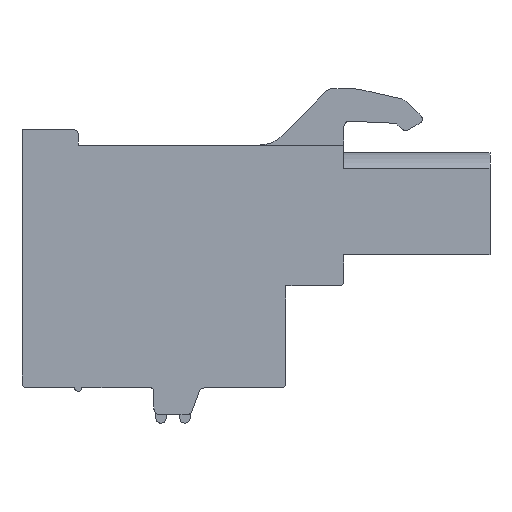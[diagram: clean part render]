
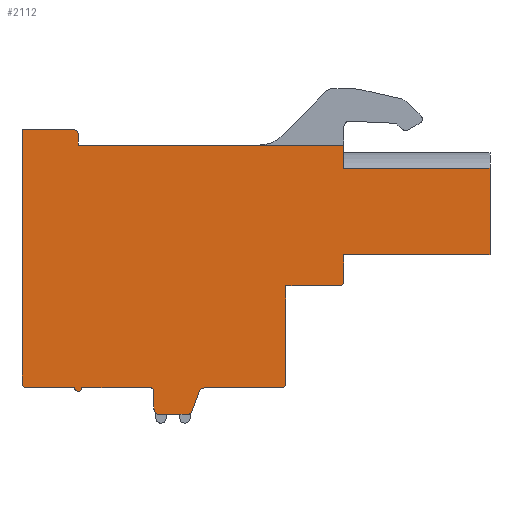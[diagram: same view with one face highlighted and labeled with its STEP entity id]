
A CAD part, left-side view. The second image highlights one B-rep face of the part: STEP entity #2112.
In plain terms, the highlighted planar face has unit normal (-1, 0, 0).
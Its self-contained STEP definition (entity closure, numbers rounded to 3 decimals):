
#1=CARTESIAN_POINT('',(0.,-5.36,-0.74));
#2=DIRECTION('',(-1.,0.,0.));
#3=DIRECTION('',(0.,0.,-1.));
#4=AXIS2_PLACEMENT_3D('',#1,#2,#3);
#6=CARTESIAN_POINT('',(0.,-2.06,-6.54));
#7=DIRECTION('',(1.,0.,0.));
#8=DIRECTION('',(0.,-1.,0.));
#9=AXIS2_PLACEMENT_3D('',#6,#7,#8);
#11=DIRECTION('',(0.,1.,0.));
#12=VECTOR('',#11,4.34);
#13=CARTESIAN_POINT('',(0.,-2.06,-6.84));
#14=LINE('',#13,#12);
#15=CARTESIAN_POINT('',(0.,2.28,-7.14));
#16=DIRECTION('',(-1.,0.,0.));
#17=DIRECTION('',(0.,0.,1.));
#18=AXIS2_PLACEMENT_3D('',#15,#16,#17);
#20=DIRECTION('',(0.,0.345,-0.939));
#21=VECTOR('',#20,1.179);
#22=CARTESIAN_POINT('',(0.,2.562,-7.037));
#23=LINE('',#22,#21);
#24=CARTESIAN_POINT('',(0.,3.25,-8.04));
#25=DIRECTION('',(1.,0.,0.));
#26=DIRECTION('',(0.,-0.939,-0.345));
#27=AXIS2_PLACEMENT_3D('',#24,#25,#26);
#29=DIRECTION('',(0.,1.,0.));
#30=VECTOR('',#29,1.59);
#31=CARTESIAN_POINT('',(0.,3.25,-8.34));
#32=LINE('',#31,#30);
#33=CARTESIAN_POINT('',(0.,4.84,-8.04));
#34=DIRECTION('',(1.,0.,0.));
#35=DIRECTION('',(0.,0.,-1.));
#36=AXIS2_PLACEMENT_3D('',#33,#34,#35);
#38=DIRECTION('',(0.,0.,1.));
#39=VECTOR('',#38,1.);
#40=CARTESIAN_POINT('',(0.,5.14,-8.04));
#41=LINE('',#40,#39);
#42=CARTESIAN_POINT('',(0.,5.34,-7.04));
#43=DIRECTION('',(-1.,0.,0.));
#44=DIRECTION('',(0.,-1.,0.));
#45=AXIS2_PLACEMENT_3D('',#42,#43,#44);
#47=DIRECTION('',(0.,1.,0.));
#48=VECTOR('',#47,3.9);
#49=CARTESIAN_POINT('',(0.,5.34,-6.84));
#50=LINE('',#49,#48);
#51=CARTESIAN_POINT('',(0.,9.44,-6.84));
#52=DIRECTION('',(1.,0.,0.));
#53=DIRECTION('',(0.,-1.,0.));
#54=AXIS2_PLACEMENT_3D('',#51,#52,#53);
#56=DIRECTION('',(0.,1.,0.));
#57=VECTOR('',#56,2.7);
#58=CARTESIAN_POINT('',(0.,9.64,-6.84));
#59=LINE('',#58,#57);
#60=CARTESIAN_POINT('',(0.,12.34,-6.54));
#61=DIRECTION('',(1.,0.,0.));
#62=DIRECTION('',(0.,0.,-1.));
#63=AXIS2_PLACEMENT_3D('',#60,#61,#62);
#65=DIRECTION('',(0.,0.,1.));
#66=VECTOR('',#65,0.5);
#67=CARTESIAN_POINT('',(0.,12.64,-6.54));
#68=LINE('',#67,#66);
#69=DIRECTION('',(0.,0.,1.));
#70=VECTOR('',#69,13.9);
#71=CARTESIAN_POINT('',(0.,12.64,-6.04));
#72=LINE('',#71,#70);
#73=DIRECTION('',(0.,-1.,0.));
#74=VECTOR('',#73,2.9);
#75=CARTESIAN_POINT('',(0.,12.64,7.86));
#76=LINE('',#75,#74);
#77=CARTESIAN_POINT('',(0.,9.74,7.56));
#78=DIRECTION('',(1.,0.,0.));
#79=DIRECTION('',(0.,0.,1.));
#80=AXIS2_PLACEMENT_3D('',#77,#78,#79);
#82=DIRECTION('',(0.,0.,-1.));
#83=VECTOR('',#82,0.6);
#84=CARTESIAN_POINT('',(0.,9.44,7.56));
#85=LINE('',#84,#83);
#86=DIRECTION('',(0.,-1.,0.));
#87=VECTOR('',#86,15.1);
#88=CARTESIAN_POINT('',(0.,9.44,6.96));
#89=LINE('',#88,#87);
#90=DIRECTION('',(0.,1.,0.));
#91=VECTOR('',#90,8.3);
#92=CARTESIAN_POINT('',(0.,-13.96,5.635));
#93=LINE('',#92,#91);
#94=DIRECTION('',(0.,1.,0.));
#95=VECTOR('',#94,8.3);
#96=CARTESIAN_POINT('',(0.,-13.96,0.73));
#97=LINE('',#96,#95);
#98=DIRECTION('',(0.,0.,-1.));
#99=VECTOR('',#98,1.47);
#100=CARTESIAN_POINT('',(0.,-5.66,0.73));
#101=LINE('',#100,#99);
#246=DIRECTION('',(0.,0.,1.));
#247=VECTOR('',#246,4.905);
#248=CARTESIAN_POINT('',(0.,-13.96,0.73));
#249=LINE('',#248,#247);
#345=DIRECTION('',(0.,0.,1.));
#346=VECTOR('',#345,1.325);
#347=CARTESIAN_POINT('',(0.,-5.66,5.635));
#348=LINE('',#347,#346);
#1078=DIRECTION('',(0.,0.,1.));
#1079=VECTOR('',#1078,5.5);
#1080=CARTESIAN_POINT('',(0.,-2.36,-6.54));
#1081=LINE('',#1080,#1079);
#1086=DIRECTION('',(0.,-1.,0.));
#1087=VECTOR('',#1086,3.);
#1088=CARTESIAN_POINT('',(0.,-2.36,-1.04));
#1089=LINE('',#1088,#1087);
#1563=CARTESIAN_POINT('',(0.,12.34,-6.84));
#1564=CARTESIAN_POINT('',(0.,12.64,-6.54));
#1565=VERTEX_POINT('',#1563);
#1566=VERTEX_POINT('',#1564);
#1567=CARTESIAN_POINT('',(0.,12.64,-6.04));
#1568=VERTEX_POINT('',#1567);
#1569=CARTESIAN_POINT('',(0.,12.64,7.86));
#1570=VERTEX_POINT('',#1569);
#1571=CARTESIAN_POINT('',(0.,9.74,7.86));
#1572=VERTEX_POINT('',#1571);
#1573=CARTESIAN_POINT('',(0.,9.44,7.56));
#1574=VERTEX_POINT('',#1573);
#1575=CARTESIAN_POINT('',(0.,9.44,6.96));
#1576=VERTEX_POINT('',#1575);
#1577=CARTESIAN_POINT('',(0.,-5.66,6.96));
#1578=VERTEX_POINT('',#1577);
#1579=CARTESIAN_POINT('',(0.,-13.96,0.73));
#1580=CARTESIAN_POINT('',(0.,-5.66,0.73));
#1581=VERTEX_POINT('',#1579);
#1582=VERTEX_POINT('',#1580);
#1583=CARTESIAN_POINT('',(0.,-2.36,-6.54));
#1584=CARTESIAN_POINT('',(0.,-2.06,-6.84));
#1585=VERTEX_POINT('',#1583);
#1586=VERTEX_POINT('',#1584);
#1587=CARTESIAN_POINT('',(0.,2.28,-6.84));
#1588=VERTEX_POINT('',#1587);
#1589=CARTESIAN_POINT('',(0.,2.562,-7.037));
#1590=VERTEX_POINT('',#1589);
#1591=CARTESIAN_POINT('',(0.,2.968,-8.143));
#1592=VERTEX_POINT('',#1591);
#1593=CARTESIAN_POINT('',(0.,3.25,-8.34));
#1594=VERTEX_POINT('',#1593);
#1595=CARTESIAN_POINT('',(0.,4.84,-8.34));
#1596=VERTEX_POINT('',#1595);
#1597=CARTESIAN_POINT('',(0.,5.14,-8.04));
#1598=VERTEX_POINT('',#1597);
#1599=CARTESIAN_POINT('',(0.,5.14,-7.04));
#1600=VERTEX_POINT('',#1599);
#1601=CARTESIAN_POINT('',(0.,5.34,-6.84));
#1602=VERTEX_POINT('',#1601);
#1603=CARTESIAN_POINT('',(0.,9.24,-6.84));
#1604=VERTEX_POINT('',#1603);
#1605=CARTESIAN_POINT('',(0.,9.64,-6.84));
#1606=VERTEX_POINT('',#1605);
#1707=CARTESIAN_POINT('',(0.,-13.96,5.635));
#1708=CARTESIAN_POINT('',(0.,-5.66,5.635));
#1709=VERTEX_POINT('',#1707);
#1710=VERTEX_POINT('',#1708);
#1971=CARTESIAN_POINT('',(0.,-5.36,-1.04));
#1972=CARTESIAN_POINT('',(0.,-5.66,-0.74));
#1973=VERTEX_POINT('',#1971);
#1974=VERTEX_POINT('',#1972);
#1975=CARTESIAN_POINT('',(0.,-2.36,-1.04));
#1976=VERTEX_POINT('',#1975);
#2051=CARTESIAN_POINT('',(0.,0.,0.));
#2052=DIRECTION('',(1.,0.,0.));
#2053=DIRECTION('',(0.,-1.,0.));
#2054=AXIS2_PLACEMENT_3D('',#2051,#2052,#2053);
#2055=PLANE('',#2054);
#2057=ORIENTED_EDGE('',*,*,#2056,.F.);
#2059=ORIENTED_EDGE('',*,*,#2058,.F.);
#2061=ORIENTED_EDGE('',*,*,#2060,.F.);
#2063=ORIENTED_EDGE('',*,*,#2062,.T.);
#2065=ORIENTED_EDGE('',*,*,#2064,.T.);
#2067=ORIENTED_EDGE('',*,*,#2066,.T.);
#2069=ORIENTED_EDGE('',*,*,#2068,.T.);
#2071=ORIENTED_EDGE('',*,*,#2070,.T.);
#2073=ORIENTED_EDGE('',*,*,#2072,.T.);
#2075=ORIENTED_EDGE('',*,*,#2074,.T.);
#2077=ORIENTED_EDGE('',*,*,#2076,.T.);
#2079=ORIENTED_EDGE('',*,*,#2078,.T.);
#2081=ORIENTED_EDGE('',*,*,#2080,.T.);
#2083=ORIENTED_EDGE('',*,*,#2082,.T.);
#2085=ORIENTED_EDGE('',*,*,#2084,.T.);
#2087=ORIENTED_EDGE('',*,*,#2086,.T.);
#2089=ORIENTED_EDGE('',*,*,#2088,.T.);
#2091=ORIENTED_EDGE('',*,*,#2090,.T.);
#2093=ORIENTED_EDGE('',*,*,#2092,.T.);
#2095=ORIENTED_EDGE('',*,*,#2094,.T.);
#2097=ORIENTED_EDGE('',*,*,#2096,.T.);
#2099=ORIENTED_EDGE('',*,*,#2098,.T.);
#2101=ORIENTED_EDGE('',*,*,#2100,.F.);
#2103=ORIENTED_EDGE('',*,*,#2102,.F.);
#2105=ORIENTED_EDGE('',*,*,#2104,.F.);
#2107=ORIENTED_EDGE('',*,*,#2106,.T.);
#2109=ORIENTED_EDGE('',*,*,#2108,.T.);
#2110=EDGE_LOOP('',(#2057,#2059,#2061,#2063,#2065,#2067,#2069,#2071,#2073,#2075,
#2077,#2079,#2081,#2083,#2085,#2087,#2089,#2091,#2093,#2095,#2097,#2099,#2101,
#2103,#2105,#2107,#2109));
#2111=FACE_OUTER_BOUND('',#2110,.F.);
#2112=ADVANCED_FACE('',(#2111),#2055,.F.);
#5=CIRCLE('',#4,0.3);
#10=CIRCLE('',#9,0.3);
#19=CIRCLE('',#18,0.3);
#28=CIRCLE('',#27,0.3);
#37=CIRCLE('',#36,0.3);
#46=CIRCLE('',#45,0.2);
#55=CIRCLE('',#54,0.2);
#64=CIRCLE('',#63,0.3);
#81=CIRCLE('',#80,0.3);
#2056=EDGE_CURVE('',#1973,#1974,#5,.T.);
#2058=EDGE_CURVE('',#1976,#1973,#1089,.T.);
#2060=EDGE_CURVE('',#1585,#1976,#1081,.T.);
#2062=EDGE_CURVE('',#1585,#1586,#10,.T.);
#2064=EDGE_CURVE('',#1586,#1588,#14,.T.);
#2066=EDGE_CURVE('',#1588,#1590,#19,.T.);
#2068=EDGE_CURVE('',#1590,#1592,#23,.T.);
#2070=EDGE_CURVE('',#1592,#1594,#28,.T.);
#2072=EDGE_CURVE('',#1594,#1596,#32,.T.);
#2074=EDGE_CURVE('',#1596,#1598,#37,.T.);
#2076=EDGE_CURVE('',#1598,#1600,#41,.T.);
#2078=EDGE_CURVE('',#1600,#1602,#46,.T.);
#2080=EDGE_CURVE('',#1602,#1604,#50,.T.);
#2082=EDGE_CURVE('',#1604,#1606,#55,.T.);
#2084=EDGE_CURVE('',#1606,#1565,#59,.T.);
#2086=EDGE_CURVE('',#1565,#1566,#64,.T.);
#2088=EDGE_CURVE('',#1566,#1568,#68,.T.);
#2090=EDGE_CURVE('',#1568,#1570,#72,.T.);
#2092=EDGE_CURVE('',#1570,#1572,#76,.T.);
#2094=EDGE_CURVE('',#1572,#1574,#81,.T.);
#2096=EDGE_CURVE('',#1574,#1576,#85,.T.);
#2098=EDGE_CURVE('',#1576,#1578,#89,.T.);
#2100=EDGE_CURVE('',#1710,#1578,#348,.T.);
#2102=EDGE_CURVE('',#1709,#1710,#93,.T.);
#2104=EDGE_CURVE('',#1581,#1709,#249,.T.);
#2106=EDGE_CURVE('',#1581,#1582,#97,.T.);
#2108=EDGE_CURVE('',#1582,#1974,#101,.T.);
